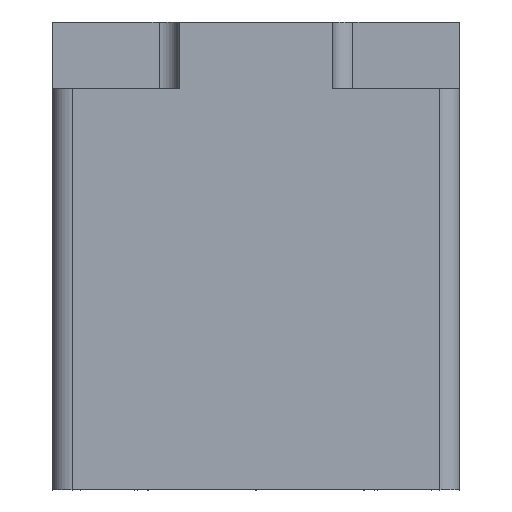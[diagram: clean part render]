
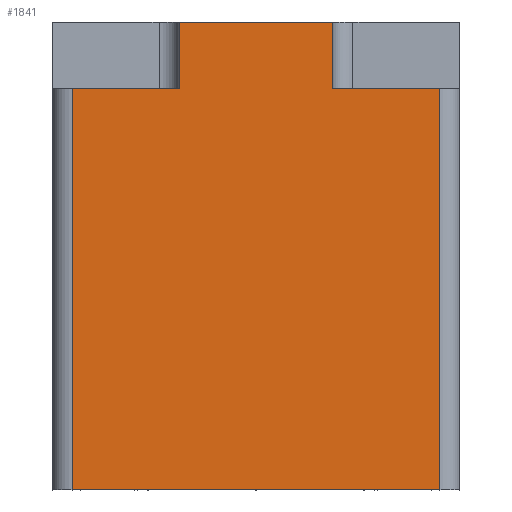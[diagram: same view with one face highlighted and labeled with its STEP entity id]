
A CAD part, front view. The second image highlights one B-rep face of the part: STEP entity #1841.
In plain terms, the highlighted planar face has unit normal (0, -1, 0).
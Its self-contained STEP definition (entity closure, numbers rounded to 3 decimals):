
#872=CARTESIAN_POINT('',(9.5,0.,35.));
#873=VERTEX_POINT('',#872);
#890=CARTESIAN_POINT('',(9.5,0.,30.0));
#891=VERTEX_POINT('',#890);
#898=CARTESIAN_POINT('',(9.5,0.,30.0));
#899=DIRECTION('',(0.0,0.0,1.0));
#900=VECTOR('',#899,5.);
#901=LINE('',#898,#900);
#902=EDGE_CURVE('',#891,#873,#901,.T.);
#1257=CARTESIAN_POINT('',(21.,0.,35.));
#1258=VERTEX_POINT('',#1257);
#1265=CARTESIAN_POINT('',(21.,0.,30.0));
#1266=VERTEX_POINT('',#1265);
#1267=CARTESIAN_POINT('',(21.,0.,30.0));
#1268=DIRECTION('',(0.0,0.0,1.0));
#1269=VECTOR('',#1268,5.);
#1270=LINE('',#1267,#1269);
#1271=EDGE_CURVE('',#1266,#1258,#1270,.T.);
#1288=CARTESIAN_POINT('',(21.,0.,35.0));
#1289=DIRECTION('',(-1.0,0.0,0.0));
#1290=VECTOR('',#1289,11.5);
#1291=LINE('',#1288,#1290);
#1292=EDGE_CURVE('',#1258,#873,#1291,.T.);
#1335=CARTESIAN_POINT('',(29.,0.,30.0));
#1336=VERTEX_POINT('',#1335);
#1337=CARTESIAN_POINT('',(29.,0.,30.0));
#1338=DIRECTION('',(-1.0,0.0,0.0));
#1339=VECTOR('',#1338,8.);
#1340=LINE('',#1337,#1339);
#1341=EDGE_CURVE('',#1336,#1266,#1340,.T.);
#1453=CARTESIAN_POINT('',(1.5,0.,30.0));
#1454=VERTEX_POINT('',#1453);
#1462=CARTESIAN_POINT('',(9.5,0.,30.0));
#1463=DIRECTION('',(-1.0,0.0,0.0));
#1464=VECTOR('',#1463,8.);
#1465=LINE('',#1462,#1464);
#1466=EDGE_CURVE('',#891,#1454,#1465,.T.);
#1795=CARTESIAN_POINT('',(29.,0.0,0.0));
#1796=VERTEX_POINT('',#1795);
#1797=CARTESIAN_POINT('',(29.,0.0,0.0));
#1798=DIRECTION('',(0.0,0.0,1.0));
#1799=VECTOR('',#1798,30.0);
#1800=LINE('',#1797,#1799);
#1801=EDGE_CURVE('',#1796,#1336,#1800,.T.);
#1814=CARTESIAN_POINT('',(29.,0.0,0.0));
#1815=DIRECTION('',(0.0,-1.0,0.0));
#1816=DIRECTION('',(0.0,0.0,-1.0));
#1817=AXIS2_PLACEMENT_3D('',#1814,#1815,#1816);
#1818=PLANE('',#1817);
#1819=ORIENTED_EDGE('',*,*,#1341,.T.);
#1820=ORIENTED_EDGE('',*,*,#1271,.T.);
#1821=ORIENTED_EDGE('',*,*,#1292,.T.);
#1822=ORIENTED_EDGE('',*,*,#902,.F.);
#1823=ORIENTED_EDGE('',*,*,#1466,.T.);
#1824=CARTESIAN_POINT('',(1.5,0.0,0.0));
#1825=VERTEX_POINT('',#1824);
#1826=CARTESIAN_POINT('',(1.5,0.0,0.0));
#1827=DIRECTION('',(0.0,0.0,1.0));
#1828=VECTOR('',#1827,30.0);
#1829=LINE('',#1826,#1828);
#1830=EDGE_CURVE('',#1825,#1454,#1829,.T.);
#1831=ORIENTED_EDGE('',*,*,#1830,.F.);
#1832=CARTESIAN_POINT('',(1.5,0.0,0.0));
#1833=DIRECTION('',(1.0,0.0,0.0));
#1834=VECTOR('',#1833,27.5);
#1835=LINE('',#1832,#1834);
#1836=EDGE_CURVE('',#1825,#1796,#1835,.T.);
#1837=ORIENTED_EDGE('',*,*,#1836,.T.);
#1838=ORIENTED_EDGE('',*,*,#1801,.T.);
#1839=EDGE_LOOP('',(#1819,#1820,#1821,#1822,#1823,#1831,#1837,#1838));
#1840=FACE_OUTER_BOUND('',#1839,.T.);
#1841=ADVANCED_FACE('',(#1840),#1818,.T.);
